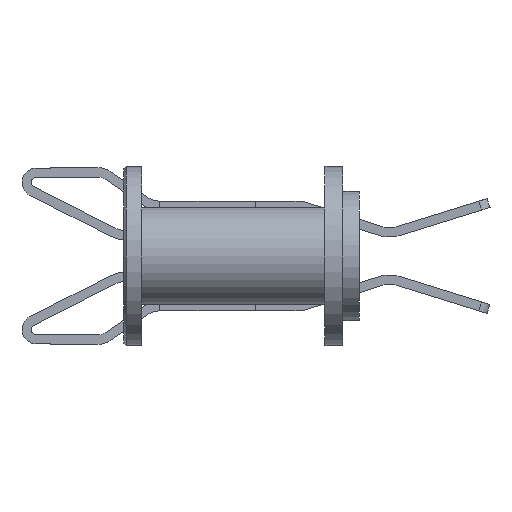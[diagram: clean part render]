
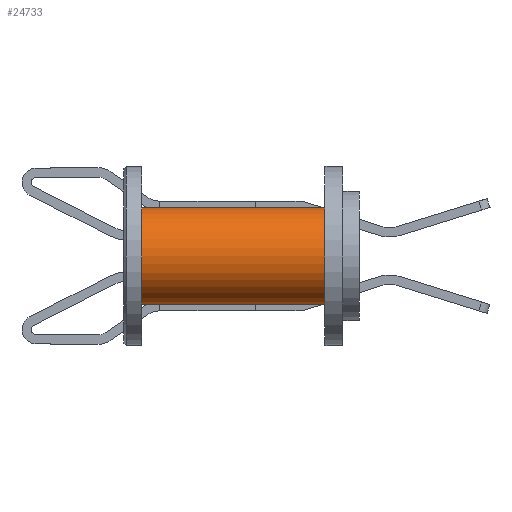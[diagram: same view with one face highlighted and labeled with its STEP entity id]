
A CAD part, left-side view. The second image highlights one B-rep face of the part: STEP entity #24733.
In plain terms, the highlighted cylindrical face has radius 1.727 mm (diameter 3.454 mm), a partial arc.
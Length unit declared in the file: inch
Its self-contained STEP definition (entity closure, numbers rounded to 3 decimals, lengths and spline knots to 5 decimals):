
#1498 = FACE_OUTER_BOUND ( 'NONE', #25665, .T. ) ;
#3132 = ORIENTED_EDGE ( 'NONE', *, *, #29438, .F. ) ;
#3600 = CARTESIAN_POINT ( 'NONE',  ( 0., 0.025, 0.068 ) ) ;
#4987 = LINE ( 'NONE', #17385, #30108 ) ;
#6803 = CARTESIAN_POINT ( 'NONE',  ( 0., 0.025, 0. ) ) ;
#7324 = EDGE_CURVE ( 'NONE', #10730, #7564, #4987, .T. ) ;
#7564 = VERTEX_POINT ( 'NONE', #3600 ) ;
#7815 = DIRECTION ( 'NONE',  ( 0., -1., 0. ) ) ;
#9281 = DIRECTION ( 'NONE',  ( 0., 0., 1. ) ) ;
#9764 = CARTESIAN_POINT ( 'NONE',  ( 0., 0.28, 0.068 ) ) ;
#10303 = CARTESIAN_POINT ( 'NONE',  ( 0., 0.28, 0. ) ) ;
#10730 = VERTEX_POINT ( 'NONE', #9764 ) ;
#12734 = DIRECTION ( 'NONE',  ( 0., 0., 1. ) ) ;
#13015 = CYLINDRICAL_SURFACE ( 'NONE', #17439, 0.068 ) ;
#14223 = VECTOR ( 'NONE', #7815, 39.37008 ) ;
#14846 = AXIS2_PLACEMENT_3D ( 'NONE', #6803, #23885, #9281 ) ;
#15006 = LINE ( 'NONE', #19855, #14223 ) ;
#17385 = CARTESIAN_POINT ( 'NONE',  ( 0., 0.328, 0.068 ) ) ;
#17439 = AXIS2_PLACEMENT_3D ( 'NONE', #25311, #22884, #30054 ) ;
#19855 = CARTESIAN_POINT ( 'NONE',  ( 0., 0.328, -0.068 ) ) ;
#20667 = AXIS2_PLACEMENT_3D ( 'NONE', #10303, #27332, #12734 ) ;
#21643 = ORIENTED_EDGE ( 'NONE', *, *, #26953, .T. ) ;
#22183 = VERTEX_POINT ( 'NONE', #30994 ) ;
#22329 = DIRECTION ( 'NONE',  ( 0., -1., 0. ) ) ;
#22440 = EDGE_CURVE ( 'NONE', #10730, #25890, #24043, .T. ) ;
#22848 = ORIENTED_EDGE ( 'NONE', *, *, #22440, .F. ) ;
#22884 = DIRECTION ( 'NONE',  ( 0., -1., 0. ) ) ;
#23885 = DIRECTION ( 'NONE',  ( 0., 1., 0. ) ) ;
#24043 = CIRCLE ( 'NONE', #20667, 0.068 ) ;
#24733 = ADVANCED_FACE ( 'NONE', ( #1498 ), #13015, .T. ) ;
#25311 = CARTESIAN_POINT ( 'NONE',  ( 0., 0.328, 0. ) ) ;
#25665 = EDGE_LOOP ( 'NONE', ( #22848, #28894, #21643, #3132 ) ) ;
#25890 = VERTEX_POINT ( 'NONE', #31378 ) ;
#26953 = EDGE_CURVE ( 'NONE', #7564, #22183, #29238, .T. ) ;
#27332 = DIRECTION ( 'NONE',  ( 0., 1., 0. ) ) ;
#28894 = ORIENTED_EDGE ( 'NONE', *, *, #7324, .T. ) ;
#29238 = CIRCLE ( 'NONE', #14846, 0.068 ) ;
#29438 = EDGE_CURVE ( 'NONE', #25890, #22183, #15006, .T. ) ;
#30054 = DIRECTION ( 'NONE',  ( 0., 0., -1. ) ) ;
#30108 = VECTOR ( 'NONE', #22329, 39.37008 ) ;
#30994 = CARTESIAN_POINT ( 'NONE',  ( 0., 0.025, -0.068 ) ) ;
#31378 = CARTESIAN_POINT ( 'NONE',  ( 0., 0.28, -0.068 ) ) ;
